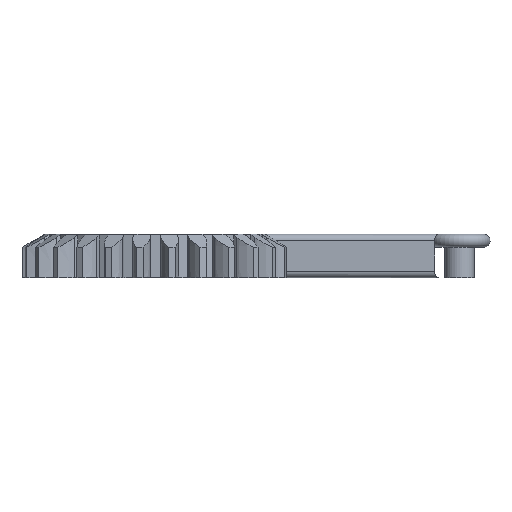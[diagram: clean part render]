
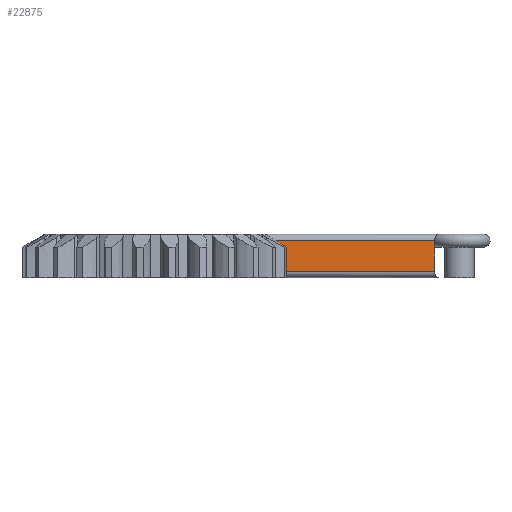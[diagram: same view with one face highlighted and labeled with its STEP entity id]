
A CAD part, front view. The second image highlights one B-rep face of the part: STEP entity #22875.
In plain terms, the highlighted planar face has unit normal (0, -1, 0).
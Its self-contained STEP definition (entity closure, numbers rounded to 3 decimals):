
#252 = CYLINDRICAL_SURFACE('',#253,3.5);
#253 = AXIS2_PLACEMENT_3D('',#254,#255,#256);
#254 = CARTESIAN_POINT('',(35.,0.,0.));
#255 = DIRECTION('',(-0.,0.,-1.));
#256 = DIRECTION('',(0.,-1.,0.));
#522 = CYLINDRICAL_SURFACE('',#523,0.75);
#523 = AXIS2_PLACEMENT_3D('',#524,#525,#526);
#524 = CARTESIAN_POINT('',(32.128,-1.25,0.75));
#525 = DIRECTION('',(-1.,0.,0.));
#526 = DIRECTION('',(0.,-1.,0.));
#548 = SURFACE_OF_LINEAR_EXTRUSION('',#549,#552);
#549 = B_SPLINE_CURVE_WITH_KNOTS('',1,(#550,#551),.UNSPECIFIED.,.F.,.F.,
  (2,2),(0.,1.176),.PIECEWISE_BEZIER_KNOTS.);
#550 = CARTESIAN_POINT('',(12.747,-2.14,0.));
#551 = CARTESIAN_POINT('',(12.888,-0.973,0.));
#552 = VECTOR('',#553,1.);
#553 = DIRECTION('',(-0.,-0.,-1.));
#5547 = VERTEX_POINT('',#5548);
#5548 = CARTESIAN_POINT('',(32.128,-2.,0.75));
#5849 = EDGE_CURVE('',#5547,#5850,#5852,.T.);
#5850 = VERTEX_POINT('',#5851);
#5851 = CARTESIAN_POINT('',(32.128,-2.,4.25));
#5852 = SURFACE_CURVE('',#5853,(#5857,#5864),.PCURVE_S1.);
#5853 = LINE('',#5854,#5855);
#5854 = CARTESIAN_POINT('',(32.128,-2.,0.));
#5855 = VECTOR('',#5856,1.);
#5856 = DIRECTION('',(0.,0.,1.));
#5857 = PCURVE('',#252,#5858);
#5858 = DEFINITIONAL_REPRESENTATION('',(#5859),#5863);
#5859 = LINE('',#5860,#5861);
#5860 = CARTESIAN_POINT('',(-5.321,0.));
#5861 = VECTOR('',#5862,1.);
#5862 = DIRECTION('',(-0.,-1.));
#5863 = ( GEOMETRIC_REPRESENTATION_CONTEXT(2) 
PARAMETRIC_REPRESENTATION_CONTEXT() REPRESENTATION_CONTEXT('2D SPACE',''
  ) );
#5864 = PCURVE('',#5865,#5870);
#5865 = PLANE('',#5866);
#5866 = AXIS2_PLACEMENT_3D('',#5867,#5868,#5869);
#5867 = CARTESIAN_POINT('',(32.128,-2.,0.));
#5868 = DIRECTION('',(0.,-1.,0.));
#5869 = DIRECTION('',(-1.,0.,0.));
#5870 = DEFINITIONAL_REPRESENTATION('',(#5871),#5875);
#5871 = LINE('',#5872,#5873);
#5872 = CARTESIAN_POINT('',(0.,0.));
#5873 = VECTOR('',#5874,1.);
#5874 = DIRECTION('',(0.,-1.));
#5875 = ( GEOMETRIC_REPRESENTATION_CONTEXT(2) 
PARAMETRIC_REPRESENTATION_CONTEXT() REPRESENTATION_CONTEXT('2D SPACE',''
  ) );
#6049 = CYLINDRICAL_SURFACE('',#6050,0.75);
#6050 = AXIS2_PLACEMENT_3D('',#6051,#6052,#6053);
#6051 = CARTESIAN_POINT('',(32.128,-1.25,4.25));
#6052 = DIRECTION('',(-1.,0.,0.));
#6053 = DIRECTION('',(0.,-1.,0.));
#18298 = EDGE_CURVE('',#5547,#18299,#18301,.T.);
#18299 = VERTEX_POINT('',#18300);
#18300 = CARTESIAN_POINT('',(12.764,-2.,0.75));
#18301 = SURFACE_CURVE('',#18302,(#18306,#18313),.PCURVE_S1.);
#18302 = LINE('',#18303,#18304);
#18303 = CARTESIAN_POINT('',(32.128,-2.,0.75));
#18304 = VECTOR('',#18305,1.);
#18305 = DIRECTION('',(-1.,0.,0.));
#18306 = PCURVE('',#522,#18307);
#18307 = DEFINITIONAL_REPRESENTATION('',(#18308),#18312);
#18308 = LINE('',#18309,#18310);
#18309 = CARTESIAN_POINT('',(-0.,0.));
#18310 = VECTOR('',#18311,1.);
#18311 = DIRECTION('',(-0.,1.));
#18312 = ( GEOMETRIC_REPRESENTATION_CONTEXT(2) 
PARAMETRIC_REPRESENTATION_CONTEXT() REPRESENTATION_CONTEXT('2D SPACE',''
  ) );
#18313 = PCURVE('',#5865,#18314);
#18314 = DEFINITIONAL_REPRESENTATION('',(#18315),#18319);
#18315 = LINE('',#18316,#18317);
#18316 = CARTESIAN_POINT('',(0.,-0.75));
#18317 = VECTOR('',#18318,1.);
#18318 = DIRECTION('',(1.,0.));
#18319 = ( GEOMETRIC_REPRESENTATION_CONTEXT(2) 
PARAMETRIC_REPRESENTATION_CONTEXT() REPRESENTATION_CONTEXT('2D SPACE',''
  ) );
#18512 = VERTEX_POINT('',#18513);
#18513 = CARTESIAN_POINT('',(12.764,-2.,4.25));
#18561 = EDGE_CURVE('',#18512,#18299,#18562,.T.);
#18562 = SURFACE_CURVE('',#18563,(#18566,#18572),.PCURVE_S1.);
#18563 = B_SPLINE_CURVE_WITH_KNOTS('',1,(#18564,#18565),.UNSPECIFIED.,
  .F.,.F.,(2,2),(0.,1.),.PIECEWISE_BEZIER_KNOTS.);
#18564 = CARTESIAN_POINT('',(12.764,-2.,4.25));
#18565 = CARTESIAN_POINT('',(12.764,-2.,0.75));
#18566 = PCURVE('',#548,#18567);
#18567 = DEFINITIONAL_REPRESENTATION('',(#18568),#18571);
#18568 = B_SPLINE_CURVE_WITH_KNOTS('',1,(#18569,#18570),.UNSPECIFIED.,
  .F.,.F.,(2,2),(0.,1.),.PIECEWISE_BEZIER_KNOTS.);
#18569 = CARTESIAN_POINT('',(0.141,-4.25));
#18570 = CARTESIAN_POINT('',(0.141,-0.75));
#18571 = ( GEOMETRIC_REPRESENTATION_CONTEXT(2) 
PARAMETRIC_REPRESENTATION_CONTEXT() REPRESENTATION_CONTEXT('2D SPACE',''
  ) );
#18572 = PCURVE('',#5865,#18573);
#18573 = DEFINITIONAL_REPRESENTATION('',(#18574),#18577);
#18574 = B_SPLINE_CURVE_WITH_KNOTS('',1,(#18575,#18576),.UNSPECIFIED.,
  .F.,.F.,(2,2),(0.,1.),.PIECEWISE_BEZIER_KNOTS.);
#18575 = CARTESIAN_POINT('',(19.364,-4.25));
#18576 = CARTESIAN_POINT('',(19.364,-0.75));
#18577 = ( GEOMETRIC_REPRESENTATION_CONTEXT(2) 
PARAMETRIC_REPRESENTATION_CONTEXT() REPRESENTATION_CONTEXT('2D SPACE',''
  ) );
#22875 = ADVANCED_FACE('',(#22876),#5865,.T.);
#22876 = FACE_BOUND('',#22877,.T.);
#22877 = EDGE_LOOP('',(#22878,#22879,#22880,#22901));
#22878 = ORIENTED_EDGE('',*,*,#18298,.F.);
#22879 = ORIENTED_EDGE('',*,*,#5849,.T.);
#22880 = ORIENTED_EDGE('',*,*,#22881,.T.);
#22881 = EDGE_CURVE('',#5850,#18512,#22882,.T.);
#22882 = SURFACE_CURVE('',#22883,(#22887,#22894),.PCURVE_S1.);
#22883 = LINE('',#22884,#22885);
#22884 = CARTESIAN_POINT('',(32.128,-2.,4.25));
#22885 = VECTOR('',#22886,1.);
#22886 = DIRECTION('',(-1.,0.,0.));
#22887 = PCURVE('',#5865,#22888);
#22888 = DEFINITIONAL_REPRESENTATION('',(#22889),#22893);
#22889 = LINE('',#22890,#22891);
#22890 = CARTESIAN_POINT('',(0.,-4.25));
#22891 = VECTOR('',#22892,1.);
#22892 = DIRECTION('',(1.,0.));
#22893 = ( GEOMETRIC_REPRESENTATION_CONTEXT(2) 
PARAMETRIC_REPRESENTATION_CONTEXT() REPRESENTATION_CONTEXT('2D SPACE',''
  ) );
#22894 = PCURVE('',#6049,#22895);
#22895 = DEFINITIONAL_REPRESENTATION('',(#22896),#22900);
#22896 = LINE('',#22897,#22898);
#22897 = CARTESIAN_POINT('',(0.,0.));
#22898 = VECTOR('',#22899,1.);
#22899 = DIRECTION('',(0.,1.));
#22900 = ( GEOMETRIC_REPRESENTATION_CONTEXT(2) 
PARAMETRIC_REPRESENTATION_CONTEXT() REPRESENTATION_CONTEXT('2D SPACE',''
  ) );
#22901 = ORIENTED_EDGE('',*,*,#18561,.T.);
